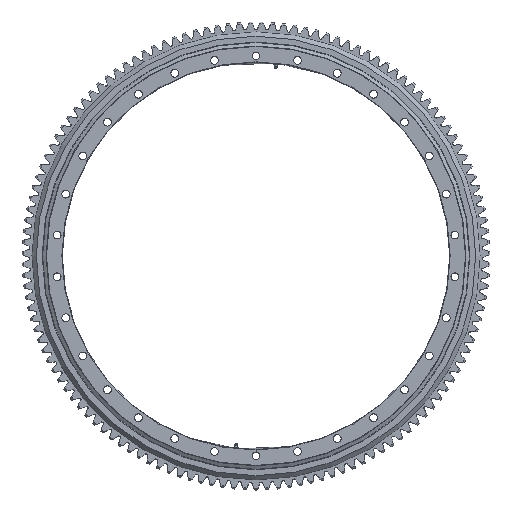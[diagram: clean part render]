
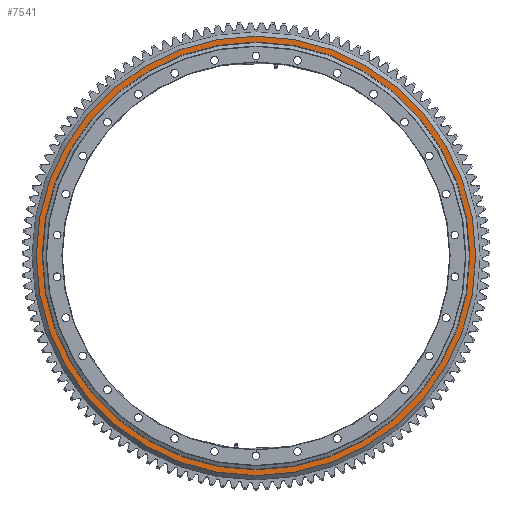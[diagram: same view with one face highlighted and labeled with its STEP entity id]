
A CAD part, top view. The second image highlights one B-rep face of the part: STEP entity #7541.
In plain terms, the highlighted face is planar.
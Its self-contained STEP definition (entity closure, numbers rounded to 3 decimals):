
#2214 = PLANE ( 'NONE',  #16891 ) ;
#7541 = ADVANCED_FACE ( 'NONE', ( #31383, #59110 ), #2214, .F. ) ;
#9181 = VERTEX_POINT ( 'NONE', #65256 ) ;
#9871 = DIRECTION ( 'NONE',  ( -1., 0., 0. ) ) ;
#11024 = DIRECTION ( 'NONE',  ( 0., 0., 1. ) ) ;
#13267 = AXIS2_PLACEMENT_3D ( 'NONE', #22404, #11024, #32847 ) ;
#13832 = CARTESIAN_POINT ( 'NONE',  ( 0., 0., -35. ) ) ;
#15156 = EDGE_CURVE ( 'NONE', #24801, #24801, #60346, .T. ) ;
#16891 = AXIS2_PLACEMENT_3D ( 'NONE', #13832, #25215, #58155 ) ;
#21966 = EDGE_LOOP ( 'NONE', ( #70187 ) ) ;
#22404 = CARTESIAN_POINT ( 'NONE',  ( 0., 0., -35. ) ) ;
#24801 = VERTEX_POINT ( 'NONE', #47639 ) ;
#25215 = DIRECTION ( 'NONE',  ( 0., 0., 1. ) ) ;
#28262 = EDGE_CURVE ( 'NONE', #9181, #9181, #28379, .T. ) ;
#28379 = CIRCLE ( 'NONE', #55429, 506.5 ) ;
#31383 = FACE_BOUND ( 'NONE', #21966, .T. ) ;
#32847 = DIRECTION ( 'NONE',  ( 1., 0., 0. ) ) ;
#38632 = EDGE_LOOP ( 'NONE', ( #45600 ) ) ;
#45600 = ORIENTED_EDGE ( 'NONE', *, *, #28262, .T. ) ;
#47639 = CARTESIAN_POINT ( 'NONE',  ( 486., 0., -35. ) ) ;
#55429 = AXIS2_PLACEMENT_3D ( 'NONE', #64122, #58579, #9871 ) ;
#58155 = DIRECTION ( 'NONE',  ( 1., 0., 0. ) ) ;
#58579 = DIRECTION ( 'NONE',  ( 0., 0., -1. ) ) ;
#59110 = FACE_OUTER_BOUND ( 'NONE', #38632, .T. ) ;
#60346 = CIRCLE ( 'NONE', #13267, 486. ) ;
#64122 = CARTESIAN_POINT ( 'NONE',  ( 0., 0., -35. ) ) ;
#65256 = CARTESIAN_POINT ( 'NONE',  ( -506.5, 0., -35. ) ) ;
#70187 = ORIENTED_EDGE ( 'NONE', *, *, #15156, .T. ) ;
